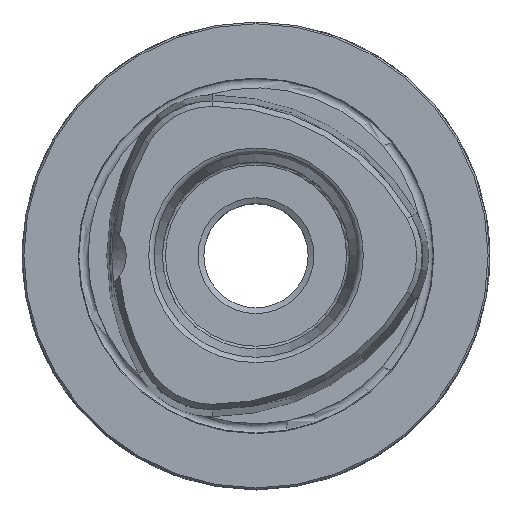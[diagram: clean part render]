
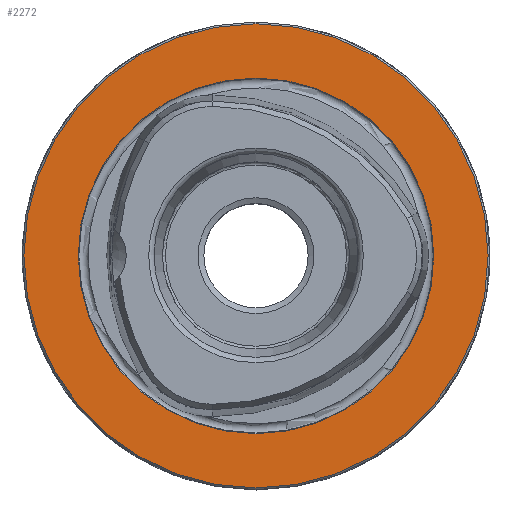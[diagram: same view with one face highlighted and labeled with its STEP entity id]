
A CAD part, top view. The second image highlights one B-rep face of the part: STEP entity #2272.
In plain terms, the highlighted planar face has unit normal (0, 0, 1).
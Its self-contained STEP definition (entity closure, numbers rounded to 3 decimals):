
#252=PLANE('',#2469);
#523=ORIENTED_EDGE('',*,*,#827,.T.);
#524=ORIENTED_EDGE('',*,*,#826,.F.);
#826=EDGE_CURVE('',#988,#988,#1086,.T.);
#827=EDGE_CURVE('',#989,#989,#1087,.T.);
#988=VERTEX_POINT('',#3589);
#989=VERTEX_POINT('',#3592);
#1086=CIRCLE('',#2468,30.414);
#1087=CIRCLE('',#2470,39.7);
#1187=EDGE_LOOP('',(#523));
#1188=EDGE_LOOP('',(#524));
#1347=FACE_BOUND('',#1187,.T.);
#1348=FACE_BOUND('',#1188,.T.);
#2272=ADVANCED_FACE('',(#1347,#1348),#252,.T.);
#2468=AXIS2_PLACEMENT_3D('',#3588,#2850,#2851);
#2469=AXIS2_PLACEMENT_3D('',#3590,#2852,#2853);
#2470=AXIS2_PLACEMENT_3D('',#3591,#2854,#2855);
#2850=DIRECTION('',(0.,0.,1.));
#2851=DIRECTION('',(1.,0.,0.));
#2852=DIRECTION('',(0.,0.,1.));
#2853=DIRECTION('',(1.,0.,0.));
#2854=DIRECTION('',(0.,0.,1.));
#2855=DIRECTION('',(1.,0.,0.));
#3588=CARTESIAN_POINT('',(0.,0.,0.));
#3589=CARTESIAN_POINT('',(30.414,0.,0.));
#3590=CARTESIAN_POINT('',(30.25,0.,0.));
#3591=CARTESIAN_POINT('',(0.,0.,0.));
#3592=CARTESIAN_POINT('',(39.7,0.,0.));
